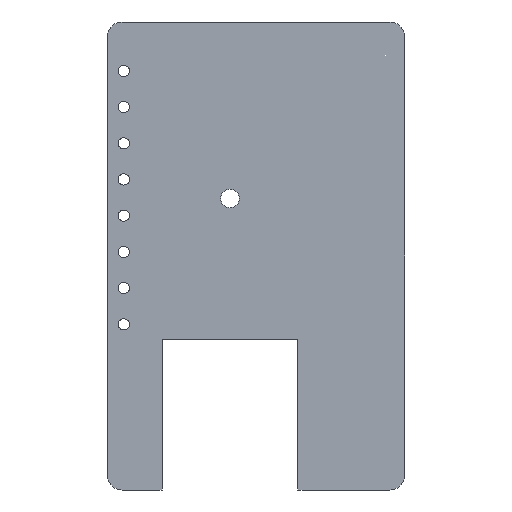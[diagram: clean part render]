
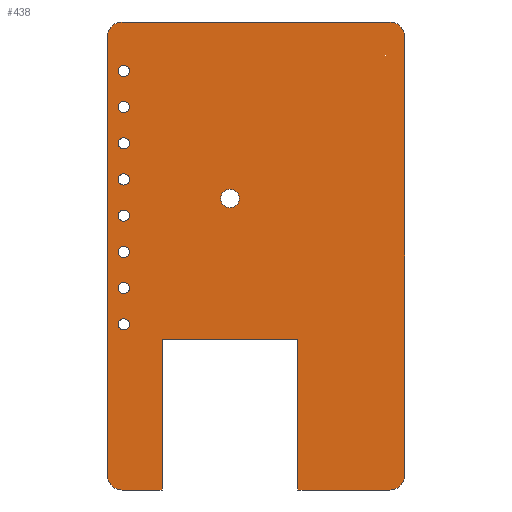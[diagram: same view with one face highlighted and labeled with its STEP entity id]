
A CAD part, front view. The second image highlights one B-rep face of the part: STEP entity #438.
In plain terms, the highlighted planar face has unit normal (0, -1, 0).
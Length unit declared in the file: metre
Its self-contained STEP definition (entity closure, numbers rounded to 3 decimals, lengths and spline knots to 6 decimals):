
#12=CIRCLE('',#465,0.00075);
#14=CIRCLE('',#468,0.00075);
#16=CIRCLE('',#471,0.00075);
#18=CIRCLE('',#474,0.00075);
#20=CIRCLE('',#477,0.00075);
#22=CIRCLE('',#480,0.00075);
#24=CIRCLE('',#483,0.00075);
#26=CIRCLE('',#486,0.00075);
#28=CIRCLE('',#490,0.00125);
#30=CIRCLE('',#493,0.002);
#31=CIRCLE('',#494,0.002);
#32=CIRCLE('',#495,0.002);
#33=CIRCLE('',#496,0.002);
#101=ORIENTED_EDGE('',*,*,#201,.F.);
#102=ORIENTED_EDGE('',*,*,#205,.T.);
#103=ORIENTED_EDGE('',*,*,#159,.F.);
#104=ORIENTED_EDGE('',*,*,#206,.T.);
#105=ORIENTED_EDGE('',*,*,#163,.T.);
#106=ORIENTED_EDGE('',*,*,#169,.T.);
#107=ORIENTED_EDGE('',*,*,#172,.T.);
#108=ORIENTED_EDGE('',*,*,#175,.T.);
#109=ORIENTED_EDGE('',*,*,#178,.T.);
#110=ORIENTED_EDGE('',*,*,#207,.T.);
#111=ORIENTED_EDGE('',*,*,#181,.T.);
#112=ORIENTED_EDGE('',*,*,#208,.T.);
#113=ORIENTED_EDGE('',*,*,#197,.F.);
#114=ORIENTED_EDGE('',*,*,#195,.F.);
#115=ORIENTED_EDGE('',*,*,#193,.F.);
#116=ORIENTED_EDGE('',*,*,#191,.F.);
#117=ORIENTED_EDGE('',*,*,#189,.F.);
#118=ORIENTED_EDGE('',*,*,#187,.F.);
#119=ORIENTED_EDGE('',*,*,#185,.F.);
#120=ORIENTED_EDGE('',*,*,#183,.F.);
#121=ORIENTED_EDGE('',*,*,#203,.F.);
#159=EDGE_CURVE('',#213,#214,#255,.T.);
#163=EDGE_CURVE('',#217,#218,#259,.T.);
#169=EDGE_CURVE('',#218,#222,#265,.T.);
#172=EDGE_CURVE('',#222,#224,#268,.T.);
#175=EDGE_CURVE('',#224,#226,#271,.T.);
#178=EDGE_CURVE('',#226,#228,#274,.T.);
#181=EDGE_CURVE('',#232,#231,#277,.T.);
#183=EDGE_CURVE('',#233,#233,#12,.T.);
#185=EDGE_CURVE('',#235,#235,#14,.T.);
#187=EDGE_CURVE('',#237,#237,#16,.T.);
#189=EDGE_CURVE('',#239,#239,#18,.T.);
#191=EDGE_CURVE('',#241,#241,#20,.T.);
#193=EDGE_CURVE('',#243,#243,#22,.T.);
#195=EDGE_CURVE('',#245,#245,#24,.T.);
#197=EDGE_CURVE('',#247,#247,#26,.T.);
#201=EDGE_CURVE('',#251,#252,#281,.T.);
#203=EDGE_CURVE('',#253,#253,#28,.T.);
#205=EDGE_CURVE('',#251,#214,#30,.T.);
#206=EDGE_CURVE('',#213,#217,#31,.T.);
#207=EDGE_CURVE('',#228,#232,#32,.T.);
#208=EDGE_CURVE('',#231,#252,#33,.T.);
#213=VERTEX_POINT('',#637);
#214=VERTEX_POINT('',#638);
#217=VERTEX_POINT('',#646);
#218=VERTEX_POINT('',#647);
#222=VERTEX_POINT('',#657);
#224=VERTEX_POINT('',#663);
#226=VERTEX_POINT('',#669);
#228=VERTEX_POINT('',#675);
#231=VERTEX_POINT('',#682);
#232=VERTEX_POINT('',#684);
#233=VERTEX_POINT('',#688);
#235=VERTEX_POINT('',#693);
#237=VERTEX_POINT('',#698);
#239=VERTEX_POINT('',#703);
#241=VERTEX_POINT('',#708);
#243=VERTEX_POINT('',#713);
#245=VERTEX_POINT('',#718);
#247=VERTEX_POINT('',#723);
#251=VERTEX_POINT('',#731);
#252=VERTEX_POINT('',#733);
#253=VERTEX_POINT('',#737);
#255=LINE('',#636,#283);
#259=LINE('',#645,#287);
#265=LINE('',#658,#293);
#268=LINE('',#664,#296);
#271=LINE('',#670,#299);
#274=LINE('',#676,#302);
#277=LINE('',#683,#305);
#281=LINE('',#732,#309);
#283=VECTOR('',#510,1.);
#287=VECTOR('',#516,1.);
#293=VECTOR('',#524,1.);
#296=VECTOR('',#529,1.);
#299=VECTOR('',#534,1.);
#302=VECTOR('',#539,1.);
#305=VECTOR('',#544,1.);
#309=VECTOR('',#598,1.);
#337=EDGE_LOOP('',(#101,#102,#103,#104,#105,#106,#107,#108,#109,#110,#111,
#112));
#338=EDGE_LOOP('',(#113));
#339=EDGE_LOOP('',(#114));
#340=EDGE_LOOP('',(#115));
#341=EDGE_LOOP('',(#116));
#342=EDGE_LOOP('',(#117));
#343=EDGE_LOOP('',(#118));
#344=EDGE_LOOP('',(#119));
#345=EDGE_LOOP('',(#120));
#346=EDGE_LOOP('',(#121));
#387=FACE_BOUND('',#337,.T.);
#388=FACE_BOUND('',#338,.T.);
#389=FACE_BOUND('',#339,.T.);
#390=FACE_BOUND('',#340,.T.);
#391=FACE_BOUND('',#341,.T.);
#392=FACE_BOUND('',#342,.T.);
#393=FACE_BOUND('',#343,.T.);
#394=FACE_BOUND('',#344,.T.);
#395=FACE_BOUND('',#345,.T.);
#396=FACE_BOUND('',#346,.T.);
#419=PLANE('',#492);
#438=ADVANCED_FACE('',(#387,#388,#389,#390,#391,#392,#393,#394,#395,#396),
#419,.T.);
#465=AXIS2_PLACEMENT_3D('',#687,#548,#549);
#468=AXIS2_PLACEMENT_3D('',#692,#554,#555);
#471=AXIS2_PLACEMENT_3D('',#697,#560,#561);
#474=AXIS2_PLACEMENT_3D('',#702,#566,#567);
#477=AXIS2_PLACEMENT_3D('',#707,#572,#573);
#480=AXIS2_PLACEMENT_3D('',#712,#578,#579);
#483=AXIS2_PLACEMENT_3D('',#717,#584,#585);
#486=AXIS2_PLACEMENT_3D('',#722,#590,#591);
#490=AXIS2_PLACEMENT_3D('',#736,#602,#603);
#492=AXIS2_PLACEMENT_3D('',#740,#606,#607);
#493=AXIS2_PLACEMENT_3D('',#741,#608,#609);
#494=AXIS2_PLACEMENT_3D('',#742,#610,#611);
#495=AXIS2_PLACEMENT_3D('',#743,#612,#613);
#496=AXIS2_PLACEMENT_3D('',#744,#614,#615);
#510=DIRECTION('',(0.,0.,1.));
#516=DIRECTION('',(1.,0.,0.));
#524=DIRECTION('',(0.,0.,1.));
#529=DIRECTION('',(1.,0.,0.));
#534=DIRECTION('',(0.,0.,-1.));
#539=DIRECTION('',(1.,0.,0.));
#544=DIRECTION('',(0.,0.,1.));
#548=DIRECTION('',(0.,-1.,0.));
#549=DIRECTION('',(0.,0.,-1.));
#554=DIRECTION('',(0.,-1.,0.));
#555=DIRECTION('',(0.,0.,-1.));
#560=DIRECTION('',(0.,-1.,0.));
#561=DIRECTION('',(0.,0.,-1.));
#566=DIRECTION('',(0.,-1.,0.));
#567=DIRECTION('',(0.,0.,-1.));
#572=DIRECTION('',(0.,-1.,0.));
#573=DIRECTION('',(0.,0.,-1.));
#578=DIRECTION('',(0.,-1.,0.));
#579=DIRECTION('',(0.,0.,-1.));
#584=DIRECTION('',(0.,-1.,0.));
#585=DIRECTION('',(0.,0.,-1.));
#590=DIRECTION('',(0.,-1.,0.));
#591=DIRECTION('',(0.,0.,-1.));
#598=DIRECTION('',(1.,0.,0.));
#602=DIRECTION('',(0.,-1.,0.));
#603=DIRECTION('',(0.,0.,-1.));
#606=DIRECTION('',(0.,-1.,0.));
#607=DIRECTION('',(1.,0.,0.));
#608=DIRECTION('',(0.,-1.,0.));
#609=DIRECTION('',(0.,0.,-1.));
#610=DIRECTION('',(0.,-1.,0.));
#611=DIRECTION('',(0.,0.,-1.));
#612=DIRECTION('',(0.,-1.,0.));
#613=DIRECTION('',(0.,0.,-1.));
#614=DIRECTION('',(0.,-1.,0.));
#615=DIRECTION('',(0.,0.,-1.));
#636=CARTESIAN_POINT('',(-0.0165,-0.0012,-0.00775));
#637=CARTESIAN_POINT('',(-0.0165,-0.0012,-0.03725));
#638=CARTESIAN_POINT('',(-0.0165,-0.0012,0.02175));
#645=CARTESIAN_POINT('',(-0.012825,-0.0012,-0.03925));
#646=CARTESIAN_POINT('',(-0.0145,-0.0012,-0.03925));
#647=CARTESIAN_POINT('',(-0.00915,-0.0012,-0.03925));
#657=CARTESIAN_POINT('',(-0.00915,-0.0012,-0.01905));
#658=CARTESIAN_POINT('',(-0.00915,-0.0012,-0.02915));
#663=CARTESIAN_POINT('',(0.00915,-0.0012,-0.01905));
#664=CARTESIAN_POINT('',(0.,-0.0012,-0.01905));
#669=CARTESIAN_POINT('',(0.00915,-0.0012,-0.03925));
#670=CARTESIAN_POINT('',(0.00915,-0.0012,-0.02915));
#675=CARTESIAN_POINT('',(0.0215,-0.0012,-0.03925));
#676=CARTESIAN_POINT('',(0.016325,-0.0012,-0.03925));
#682=CARTESIAN_POINT('',(0.0235,-0.0012,0.02175));
#683=CARTESIAN_POINT('',(0.0235,-0.0012,-0.00775));
#684=CARTESIAN_POINT('',(0.0235,-0.0012,-0.03725));
#687=CARTESIAN_POINT('',(-0.0143,-0.0012,0.017175));
#688=CARTESIAN_POINT('',(-0.0143,-0.0012,0.016425));
#692=CARTESIAN_POINT('',(-0.0143,-0.0012,0.0123));
#693=CARTESIAN_POINT('',(-0.0143,-0.0012,0.01155));
#697=CARTESIAN_POINT('',(-0.0143,-0.0012,0.007425));
#698=CARTESIAN_POINT('',(-0.0143,-0.0012,0.006675));
#702=CARTESIAN_POINT('',(-0.0143,-0.0012,0.00255));
#703=CARTESIAN_POINT('',(-0.0143,-0.0012,0.0018));
#707=CARTESIAN_POINT('',(-0.0143,-0.0012,-0.002325));
#708=CARTESIAN_POINT('',(-0.0143,-0.0012,-0.003075));
#712=CARTESIAN_POINT('',(-0.0143,-0.0012,-0.0072));
#713=CARTESIAN_POINT('',(-0.0143,-0.0012,-0.00795));
#717=CARTESIAN_POINT('',(-0.0143,-0.0012,-0.012075));
#718=CARTESIAN_POINT('',(-0.0143,-0.0012,-0.012825));
#722=CARTESIAN_POINT('',(-0.0143,-0.0012,-0.01695));
#723=CARTESIAN_POINT('',(-0.0143,-0.0012,-0.0177));
#731=CARTESIAN_POINT('',(-0.0145,-0.0012,0.02375));
#732=CARTESIAN_POINT('',(0.0035,-0.0012,0.02375));
#733=CARTESIAN_POINT('',(0.0215,-0.0012,0.02375));
#736=CARTESIAN_POINT('',(0.,-0.0012,0.));
#737=CARTESIAN_POINT('',(0.,-0.0012,-0.00125));
#740=CARTESIAN_POINT('',(0.,-0.0012,0.));
#741=CARTESIAN_POINT('',(-0.0145,-0.0012,0.02175));
#742=CARTESIAN_POINT('',(-0.0145,-0.0012,-0.03725));
#743=CARTESIAN_POINT('',(0.0215,-0.0012,-0.03725));
#744=CARTESIAN_POINT('',(0.0215,-0.0012,0.02175));
